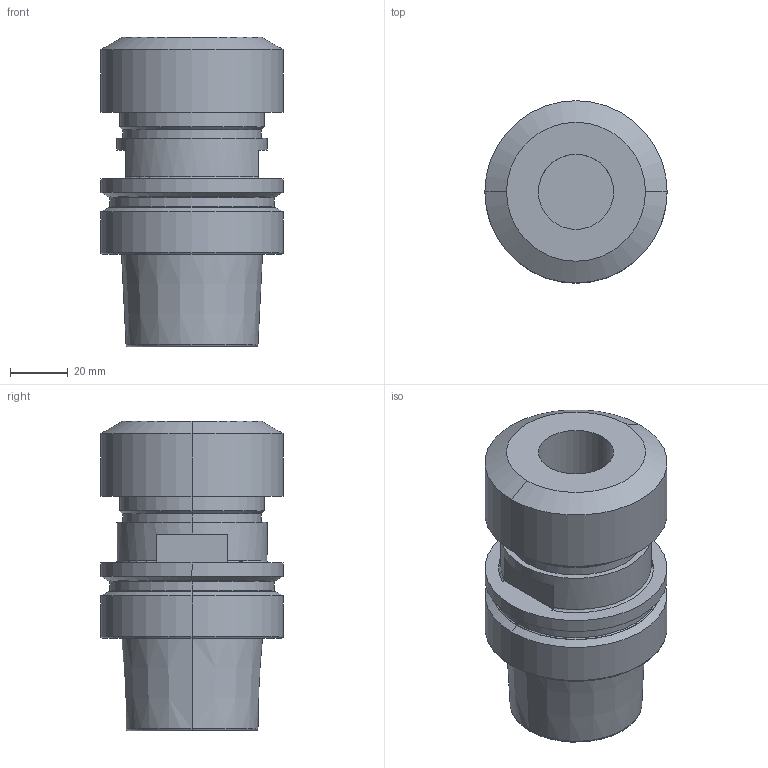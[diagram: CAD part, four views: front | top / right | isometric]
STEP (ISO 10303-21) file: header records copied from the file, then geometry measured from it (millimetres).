
FILE_DESCRIPTION (( 'STEP AP203' ), '1' );
FILE_NAME ('STP-SATE-50001.STEP', '2017-05-17T05:45:53', ( '' ), ( '' ), 'SwSTEP 2.0', 'SolidWorks 2015', '' );
FILE_SCHEMA (( 'CONFIG_CONTROL_DESIGN' ));
Length unit declared in the file: millimetre
Products named in the file (1): STP-SATE-50001
Bounding box: 63 x 63 x 107 mm (x, y, z)
Volume: 189693.3 mm3; surface area: 36018.9 mm2
Topology: 1 solids, 1 shells, 70 faces, 148 edges, 88 vertices
Faces by surface type: cylinder 22, plane 18, torus 16, cone 14
Entity records: 1983 total; most frequent: DIRECTION 374, CARTESIAN_POINT 337, ORIENTED_EDGE 296, AXIS2_PLACEMENT_3D 159, EDGE_CURVE 148, VERTEX_POINT 88, CIRCLE 88, EDGE_LOOP 78
